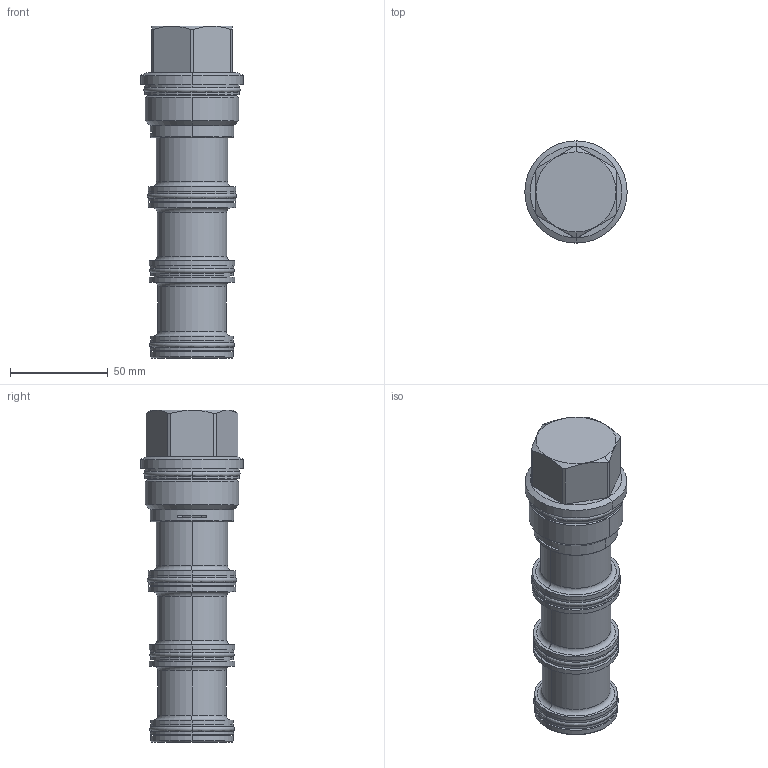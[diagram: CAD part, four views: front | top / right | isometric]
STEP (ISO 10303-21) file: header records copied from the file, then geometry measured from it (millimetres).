
FILE_DESCRIPTION((''),'2;1');
FILE_NAME('XVCA-XXN_PRT','2001-03-29T',('Administrator'),(''),'PRO/ENGINEER BY PARAMETRIC TECHNOLOGY CORPORATION, 2006240','PRO/ENGINEER BY PARAMETRIC TECHNOLOGY CORPORATION, 2006240','');
FILE_SCHEMA(('CONFIG_CONTROL_DESIGN'));
Length unit declared in the file: inch
Products named in the file (1): XVCA-XXN_PRT
Bounding box: 52.3 x 52.3 x 169.89 mm (x, y, z)
Surface area: 53757.1 mm2 (no closed solid volume)
Topology: 0 solids, 6 shells, 220 faces, 470 edges, 281 vertices
Faces by surface type: cylinder 90, plane 49, cone 34, torus 33, revolution 14
Entity records: 6802 total; most frequent: CARTESIAN_POINT 1871, DIRECTION 1132, ORIENTED_EDGE 932, AXIS2_PLACEMENT_3D 490, EDGE_CURVE 466, CIRCLE 284, VERTEX_POINT 281, EDGE_LOOP 255
